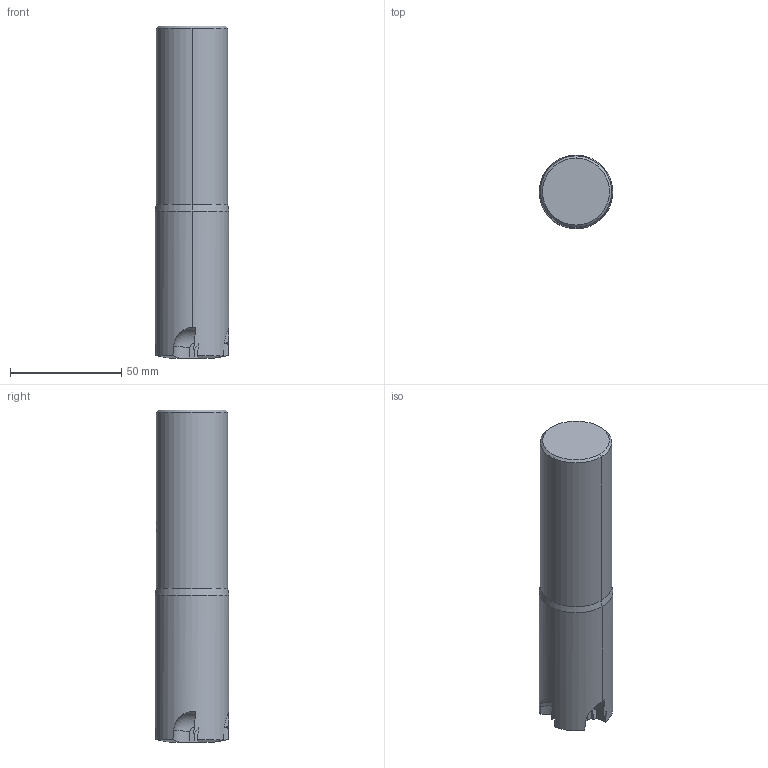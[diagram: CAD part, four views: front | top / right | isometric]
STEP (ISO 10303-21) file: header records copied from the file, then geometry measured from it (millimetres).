
FILE_DESCRIPTION(('no description'),'unknown implementation level');
FILE_NAME('solidyxl_LgelixQgt8zCG8p1mzol92o_1.STP',' ',('CIM GmbH Aachen'),('CADClick - KiM GmbH - www.kimweb.de'),'unknown preprocess','ACIS','unknown authorization');
FILE_SCHEMA(('automotive_design'));
Length unit declared in the file: millimetre
Products named in the file (1): 1
Bounding box: 33.01 x 33.01 x 148.9 mm (x, y, z)
Volume: 119894.7 mm3; surface area: 17188.5 mm2
Topology: 1 solids, 1 shells, 63 faces, 177 edges, 116 vertices
Faces by surface type: plane 31, cylinder 20, cone 8, torus 4
Entity records: 4509 total; most frequent: CARTESIAN_POINT 878, STYLED_ITEM 357, PRESENTATION_STYLE_ASSIGNMENT 357, COLOUR_RGB 357, ORIENTED_EDGE 354, DIRECTION 345, EDGE_CURVE 177, CURVE_STYLE 177
